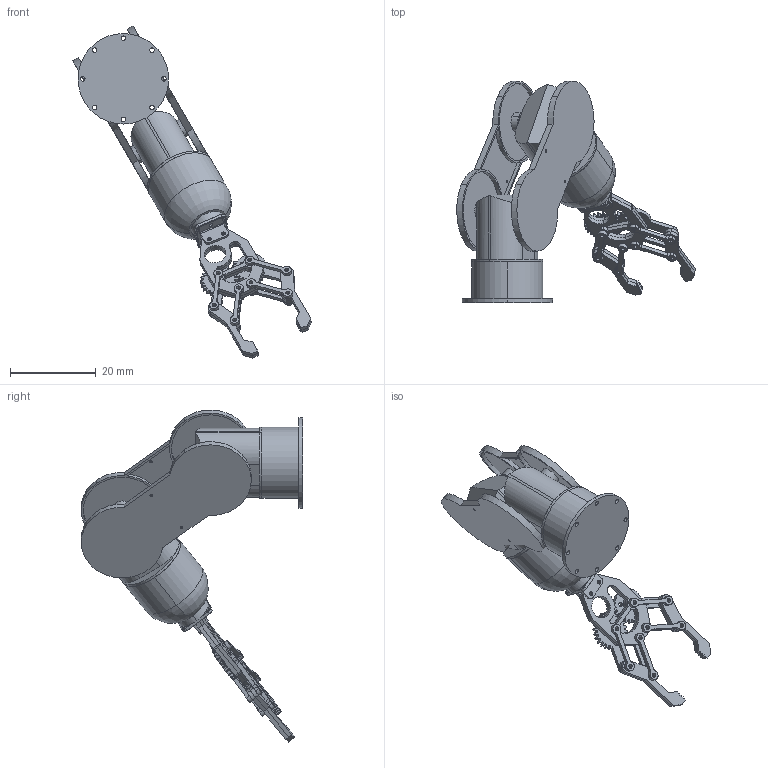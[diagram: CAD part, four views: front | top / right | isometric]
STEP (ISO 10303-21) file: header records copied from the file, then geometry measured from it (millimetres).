
FILE_DESCRIPTION (( 'STEP AP214' ), '1' );
FILE_NAME ('Assemmbled robot Arm 1.STEP', '2021-06-05T16:25:59', ( '' ), ( '' ), 'SwSTEP 2.0', 'SolidWorks 2020', '' );
FILE_SCHEMA (( 'AUTOMOTIVE_DESIGN' ));
Length unit declared in the file: centimetre
Products named in the file (1): Assemmbled robot Arm 1
Bounding box: 55.56 x 51.6 x 77.34 mm (x, y, z)
Volume: 7621.4 mm3; surface area: 11587.4 mm2
Topology: 23 solids, 23 shells, 712 faces, 1883 edges, 1242 vertices
Faces by surface type: cylinder 460, plane 248, torus 4
Entity records: 30763 total; most frequent: DIRECTION 4241, CARTESIAN_POINT 3862, ORIENTED_EDGE 3766, EDGE_CURVE 1883, AXIS2_PLACEMENT_3D 1653, VERTEX_POINT 1242, CIRCLE 940, LINE 935
